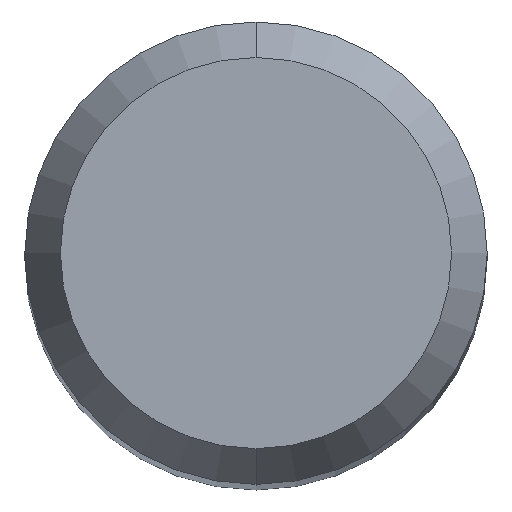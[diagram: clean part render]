
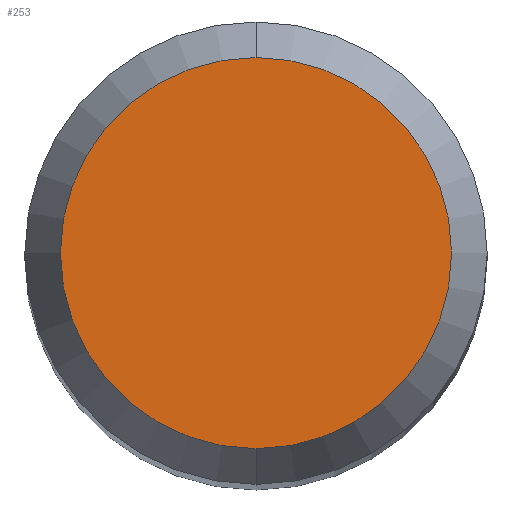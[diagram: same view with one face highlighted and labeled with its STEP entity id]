
A CAD part, top view. The second image highlights one B-rep face of the part: STEP entity #253.
In plain terms, the highlighted planar face has unit normal (0, 0, 1).
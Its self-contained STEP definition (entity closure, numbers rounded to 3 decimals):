
#231=VERTEX_POINT('',#528);
#247=EDGE_CURVE('',#261,#231,#546,.T.);
#253=ADVANCED_FACE('',(#553),#554,.T.);
#261=VERTEX_POINT('',#562);
#379=EDGE_CURVE('',#231,#261,#691,.T.);
#528=CARTESIAN_POINT('',(0.0,2.538,41.714));
#546=CIRCLE('',#919,2.538);
#553=FACE_OUTER_BOUND('',#928,.T.);
#554=PLANE('',#929);
#562=CARTESIAN_POINT('',(0.,-2.538,41.714));
#691=CIRCLE('',#1263,2.538);
#919=AXIS2_PLACEMENT_3D('',#1495,#1496,#1497);
#928=EDGE_LOOP('',(#1508,#1509));
#929=AXIS2_PLACEMENT_3D('',#1510,#1511,#1512);
#1263=AXIS2_PLACEMENT_3D('',#1657,#1658,#1659);
#1495=CARTESIAN_POINT('',(0.0,0.0,41.714));
#1496=DIRECTION('',(0.0,0.0,-1.0));
#1497=DIRECTION('',(0.0,1.0,0.0));
#1508=ORIENTED_EDGE('',*,*,#379,.F.);
#1509=ORIENTED_EDGE('',*,*,#247,.F.);
#1510=CARTESIAN_POINT('',(0.0,1.269,41.714));
#1511=DIRECTION('',(-0.0,0.0,1.0));
#1512=DIRECTION('',(0.0,-1.0,0.0));
#1657=CARTESIAN_POINT('',(0.0,0.0,41.714));
#1658=DIRECTION('',(0.0,0.0,-1.0));
#1659=DIRECTION('',(0.0,1.0,0.0));
